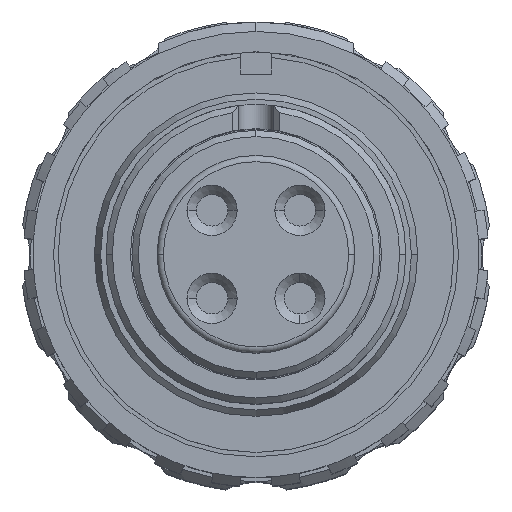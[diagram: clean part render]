
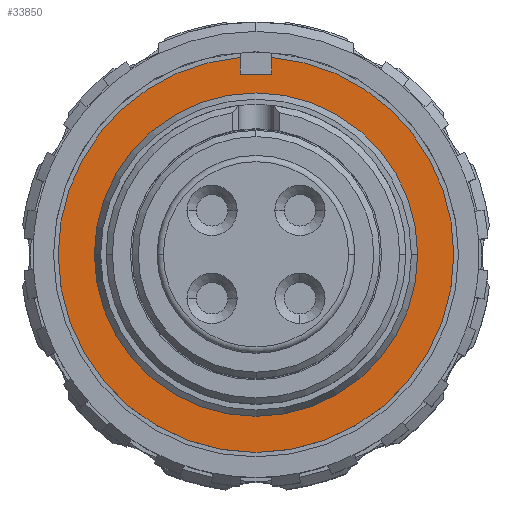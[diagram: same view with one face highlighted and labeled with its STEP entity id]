
A CAD part, top view. The second image highlights one B-rep face of the part: STEP entity #33850.
In plain terms, the highlighted planar face has unit normal (0, 0, 1).
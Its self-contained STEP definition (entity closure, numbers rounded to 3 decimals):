
#13050=CARTESIAN_POINT('',(-0.509,5.75,-15.85));
#13060=VERTEX_POINT('',#13050);
#13210=CARTESIAN_POINT('',(0.491,5.75,-15.85));
#13220=VERTEX_POINT('',#13210);
#13250=CARTESIAN_POINT('',(0.,5.75,-15.85));
#13260=DIRECTION('',(-1.,0.,0.));
#13270=VECTOR('',#13260,1.);
#13280=LINE('',#13250,#13270);
#13290=EDGE_CURVE('',#13220,#13060,#13280,.T.);
#27190=CARTESIAN_POINT('',(5.141,0.,-15.85));
#27200=VERTEX_POINT('',#27190);
#27230=CARTESIAN_POINT('',(-0.009,0.,
-15.85));
#27240=DIRECTION('',(0.,0.,-1.));
#27250=DIRECTION('',(-1.,0.,0.));
#27260=AXIS2_PLACEMENT_3D('',#27230,#27240,#27250);
#27270=CIRCLE('',#27260,5.15);
#27280=CARTESIAN_POINT('',(-5.159,0.,-15.85));
#27290=VERTEX_POINT('',#27280);
#27300=EDGE_CURVE('',#27200,#27290,#27270,.T.);
#33370=CARTESIAN_POINT('',(-11.25,6.78,-15.85));
#33380=DIRECTION('',(0.,0.,1.));
#33390=DIRECTION('',(1.,0.,-0.));
#33400=AXIS2_PLACEMENT_3D('',#33370,#33380,#33390);
#33410=PLANE('',#33400);
#33420=ORIENTED_EDGE('',*,*,#13290,.T.);
#33430=CARTESIAN_POINT('',(0.491,0.,-15.85));
#33440=DIRECTION('',(0.,-1.,-0.));
#33450=VECTOR('',#33440,1.);
#33460=LINE('',#33430,#33450);
#33470=CARTESIAN_POINT('',(0.491,6.28,-15.85));
#33480=VERTEX_POINT('',#33470);
#33490=EDGE_CURVE('',#33480,#13220,#33460,.T.);
#33500=ORIENTED_EDGE('',*,*,#33490,.T.);
#33510=CARTESIAN_POINT('',(-0.009,0.,
-15.85));
#33520=DIRECTION('',(-0.,-0.,-1.));
#33530=DIRECTION('',(1.,0.,-0.));
#33540=AXIS2_PLACEMENT_3D('',#33510,#33520,#33530);
#33550=CIRCLE('',#33540,6.3);
#33560=CARTESIAN_POINT('',(6.291,0.,-15.85
));
#33570=VERTEX_POINT('',#33560);
#33580=EDGE_CURVE('',#33480,#33570,#33550,.T.);
#33590=ORIENTED_EDGE('',*,*,#33580,.F.);
#33600=CARTESIAN_POINT('',(-6.309,0.,
-15.85));
#33610=VERTEX_POINT('',#33600);
#33620=EDGE_CURVE('',#33570,#33610,#33550,.T.);
#33630=ORIENTED_EDGE('',*,*,#33620,.F.);
#33640=CARTESIAN_POINT('',(-0.509,6.28,-15.85));
#33650=VERTEX_POINT('',#33640);
#33660=EDGE_CURVE('',#33610,#33650,#33550,.T.);
#33670=ORIENTED_EDGE('',*,*,#33660,.F.);
#33680=CARTESIAN_POINT('',(-0.509,0.,-15.85));
#33690=DIRECTION('',(-0.,-1.,0.));
#33700=VECTOR('',#33690,1.);
#33710=LINE('',#33680,#33700);
#33720=EDGE_CURVE('',#33650,#13060,#33710,.T.);
#33730=ORIENTED_EDGE('',*,*,#33720,.F.);
#33740=EDGE_LOOP('',(#33730,#33670,#33630,#33590,#33500,#33420));
#33750=FACE_OUTER_BOUND('',#33740,.T.);
#33760=ORIENTED_EDGE('',*,*,#27300,.T.);
#33770=CARTESIAN_POINT('',(-0.009,5.15,-15.85));
#33780=VERTEX_POINT('',#33770);
#33790=EDGE_CURVE('',#33780,#27200,#27270,.T.);
#33800=ORIENTED_EDGE('',*,*,#33790,.T.);
#33810=EDGE_CURVE('',#27290,#33780,#27270,.T.);
#33820=ORIENTED_EDGE('',*,*,#33810,.T.);
#33830=EDGE_LOOP('',(#33820,#33800,#33760));
#33840=FACE_BOUND('',#33830,.T.);
#33850=ADVANCED_FACE('',(#33750,#33840),#33410,.T.);
